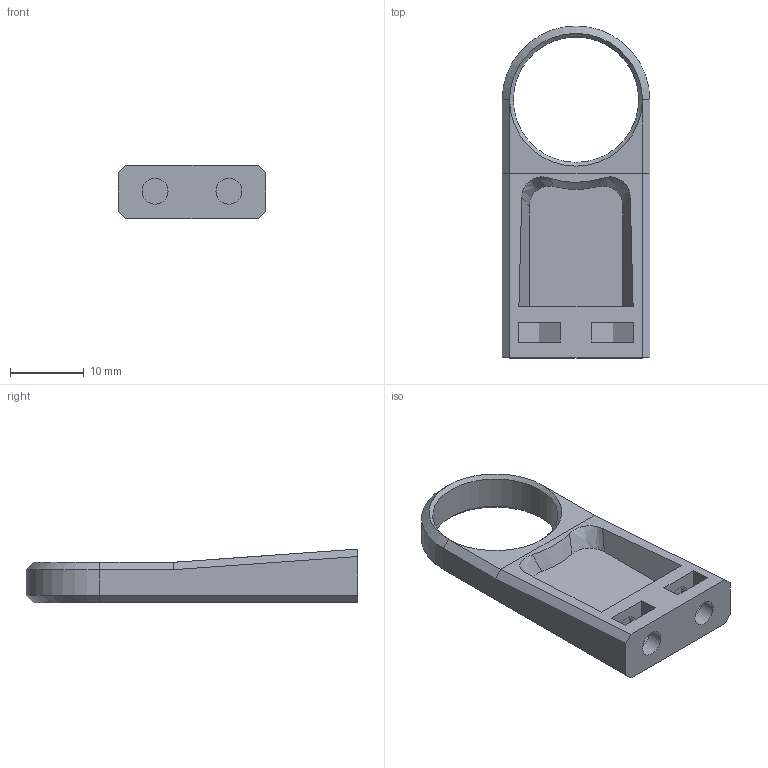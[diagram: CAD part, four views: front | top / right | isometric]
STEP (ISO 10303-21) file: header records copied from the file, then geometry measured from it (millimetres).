
FILE_DESCRIPTION(/* description */ ('Alibre Inc.'),/* implementation_level */ '2;1');
FILE_NAME(/* name */ 'export0',/* time_stamp */ '2015-07-11T14:22:28+12:00',/* author */ (''),/* organization */ (''),/* preprocessor_version */ 'ST-DEVELOPER v14',/* originating_system */ 'Alibre',/* authorisation */ '');
FILE_SCHEMA (('CONFIG_CONTROL_DESIGN'));
Length unit declared in the file: centimetre
Products named in the file (1): ID_1
Bounding box: 20 x 45 x 7.29 mm (x, y, z)
Volume: 2824.6 mm3; surface area: 2519.9 mm2
Topology: 1 solids, 1 shells, 43 faces, 102 edges, 64 vertices
Faces by surface type: plane 30, cylinder 6, cone 5, bspline 2
Full cylindrical faces by diameter (mm): 3.5 x4, 17 x1
Entity records: 1788 total; most frequent: CARTESIAN_POINT 784, ORIENTED_EDGE 186, DIRECTION 151, EDGE_CURVE 93, VECTOR 67, LINE 67, VERTEX_POINT 62, EDGE_LOOP 59
